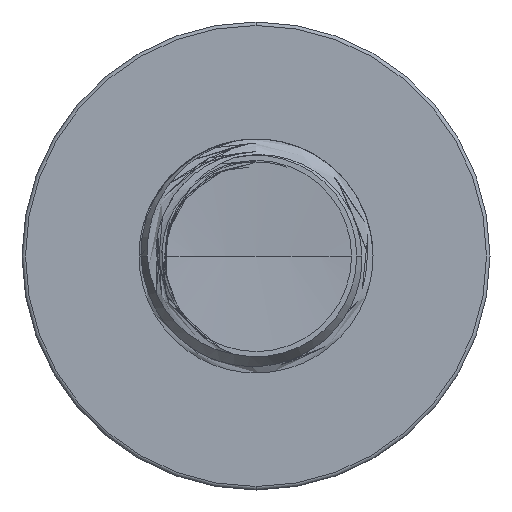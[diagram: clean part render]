
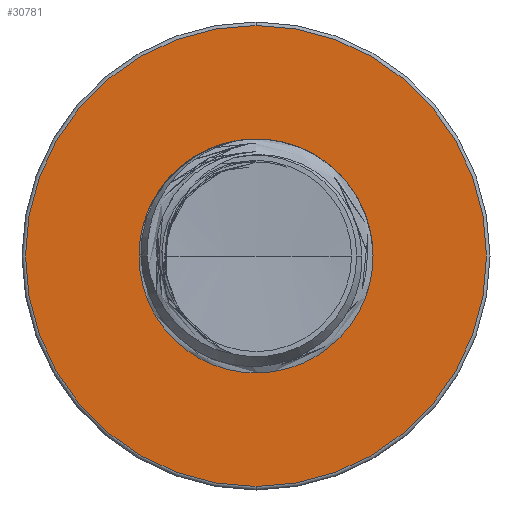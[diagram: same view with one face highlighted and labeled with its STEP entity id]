
A CAD part, front view. The second image highlights one B-rep face of the part: STEP entity #30781.
In plain terms, the highlighted planar face has unit normal (0, -1, 0).
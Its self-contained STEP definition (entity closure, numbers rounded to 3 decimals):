
#255 = ORIENTED_EDGE ( 'NONE', *, *, #3024, .T. ) ;
#291 = DIRECTION ( 'NONE',  ( 0., -1., 0. ) ) ;
#1304 = CIRCLE ( 'NONE', #15139, 2.462 ) ;
#1558 = AXIS2_PLACEMENT_3D ( 'NONE', #24828, #27181, #12513 ) ;
#3024 = EDGE_CURVE ( 'NONE', #20285, #19400, #13151, .T. ) ;
#3701 = AXIS2_PLACEMENT_3D ( 'NONE', #15243, #291, #17763 ) ;
#3958 = VERTEX_POINT ( 'NONE', #5097 ) ;
#4558 = CARTESIAN_POINT ( 'NONE',  ( 0., 9., 0. ) ) ;
#5097 = CARTESIAN_POINT ( 'NONE',  ( 0., 9., -1.203 ) ) ;
#6637 = CARTESIAN_POINT ( 'NONE',  ( 0., 9., 1.203 ) ) ;
#6719 = ORIENTED_EDGE ( 'NONE', *, *, #19263, .F. ) ;
#7125 = DIRECTION ( 'NONE',  ( 0., 0., -1. ) ) ;
#7294 = DIRECTION ( 'NONE',  ( 0., 0., -1. ) ) ;
#7303 = DIRECTION ( 'NONE',  ( 0., -1., 0. ) ) ;
#7374 = CARTESIAN_POINT ( 'NONE',  ( 0., 9., 0. ) ) ;
#7472 = CARTESIAN_POINT ( 'NONE',  ( 0., 9., 0. ) ) ;
#8193 = CIRCLE ( 'NONE', #30334, 1.203 ) ;
#8593 = AXIS2_PLACEMENT_3D ( 'NONE', #7374, #7303, #7294 ) ;
#9193 = VERTEX_POINT ( 'NONE', #6637 ) ;
#9381 = CARTESIAN_POINT ( 'NONE',  ( 0., 9., -2.462 ) ) ;
#10065 = DIRECTION ( 'NONE',  ( 0., 0., -1. ) ) ;
#10260 = EDGE_CURVE ( 'NONE', #19400, #20285, #1304, .T. ) ;
#12051 = EDGE_LOOP ( 'NONE', ( #25880, #255 ) ) ;
#12173 = PLANE ( 'NONE',  #1558 ) ;
#12513 = DIRECTION ( 'NONE',  ( 0., 0., -1. ) ) ;
#13151 = CIRCLE ( 'NONE', #8593, 2.462 ) ;
#14973 = CIRCLE ( 'NONE', #3701, 1.203 ) ;
#15139 = AXIS2_PLACEMENT_3D ( 'NONE', #7472, #24967, #10065 ) ;
#15243 = CARTESIAN_POINT ( 'NONE',  ( 0., 9., 0. ) ) ;
#17132 = EDGE_LOOP ( 'NONE', ( #6719, #26598 ) ) ;
#17763 = DIRECTION ( 'NONE',  ( 0., 0., -1. ) ) ;
#19263 = EDGE_CURVE ( 'NONE', #3958, #9193, #8193, .T. ) ;
#19332 = FACE_OUTER_BOUND ( 'NONE', #12051, .T. ) ;
#19400 = VERTEX_POINT ( 'NONE', #9381 ) ;
#20285 = VERTEX_POINT ( 'NONE', #26972 ) ;
#22241 = DIRECTION ( 'NONE',  ( 0., -1., 0. ) ) ;
#24828 = CARTESIAN_POINT ( 'NONE',  ( 0., 9., 1.203 ) ) ;
#24967 = DIRECTION ( 'NONE',  ( 0., -1., 0. ) ) ;
#25756 = FACE_BOUND ( 'NONE', #17132, .T. ) ;
#25880 = ORIENTED_EDGE ( 'NONE', *, *, #10260, .T. ) ;
#26598 = ORIENTED_EDGE ( 'NONE', *, *, #30074, .F. ) ;
#26972 = CARTESIAN_POINT ( 'NONE',  ( 0., 9., 2.462 ) ) ;
#27181 = DIRECTION ( 'NONE',  ( 0., -1., 0. ) ) ;
#30074 = EDGE_CURVE ( 'NONE', #9193, #3958, #14973, .T. ) ;
#30334 = AXIS2_PLACEMENT_3D ( 'NONE', #4558, #22241, #7125 ) ;
#30781 = ADVANCED_FACE ( 'NONE', ( #19332, #25756 ), #12173, .T. ) ;
